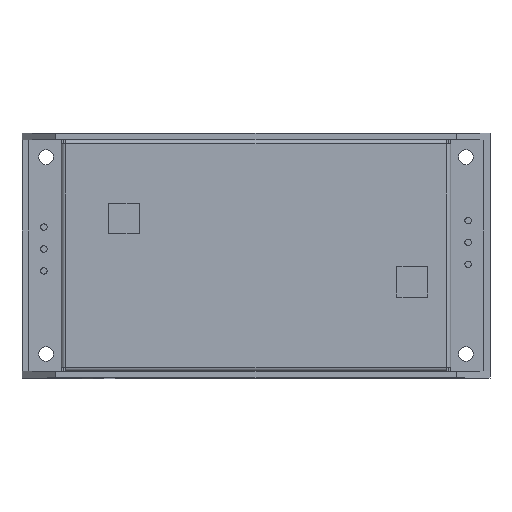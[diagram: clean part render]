
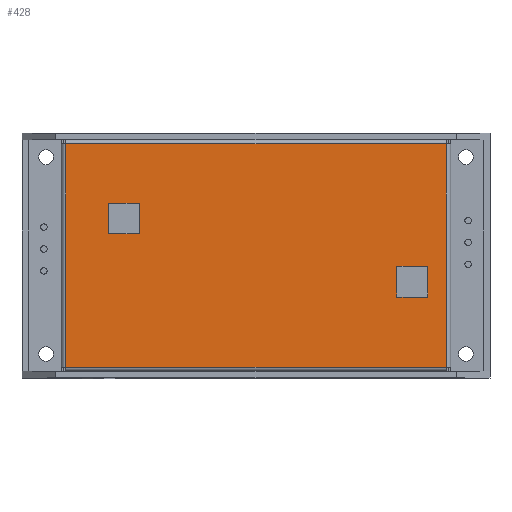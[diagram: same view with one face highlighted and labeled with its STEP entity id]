
A CAD part, top view. The second image highlights one B-rep face of the part: STEP entity #428.
In plain terms, the highlighted planar face has unit normal (0, 0, 1).
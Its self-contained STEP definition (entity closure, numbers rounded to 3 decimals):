
#428=ADVANCED_FACE('',(#1315,#1317,#1319),#1321,.F.);
#1315=FACE_BOUND('',#1316,.T.);
#1316=EDGE_LOOP('',(#2162,#2163,#2164,#2165));
#1317=FACE_BOUND('',#1318,.T.);
#1318=EDGE_LOOP('',(#2166,#2167,#2168,#2169));
#1319=FACE_BOUND('',#1320,.T.);
#1320=EDGE_LOOP('',(#2170,#2171,#2172,#2173));
#1321=PLANE('',#1322);
#1322=AXIS2_PLACEMENT_3D('',#1323,#1324,#1325);
#1323=CARTESIAN_POINT('',(7.,52.,17.));
#1324=DIRECTION('',(0.,0.,-1.));
#1325=DIRECTION('',(1.,0.,0.));
#2162=ORIENTED_EDGE('',*,*,#2768,.T.);
#2163=ORIENTED_EDGE('',*,*,#2769,.T.);
#2164=ORIENTED_EDGE('',*,*,#2709,.T.);
#2165=ORIENTED_EDGE('',*,*,#2770,.T.);
#2166=ORIENTED_EDGE('',*,*,#2771,.F.);
#2167=ORIENTED_EDGE('',*,*,#2772,.F.);
#2168=ORIENTED_EDGE('',*,*,#2773,.F.);
#2169=ORIENTED_EDGE('',*,*,#2774,.F.);
#2170=ORIENTED_EDGE('',*,*,#2775,.F.);
#2171=ORIENTED_EDGE('',*,*,#2776,.F.);
#2172=ORIENTED_EDGE('',*,*,#2777,.F.);
#2173=ORIENTED_EDGE('',*,*,#2778,.F.);
#2709=EDGE_CURVE('',#3059,#3057,#3060,.T.);
#2768=EDGE_CURVE('',#3158,#3159,#3160,.T.);
#2769=EDGE_CURVE('',#3159,#3059,#3161,.T.);
#2770=EDGE_CURVE('',#3057,#3158,#3162,.T.);
#2771=EDGE_CURVE('',#3163,#3164,#3165,.F.);
#2772=EDGE_CURVE('',#3166,#3163,#3167,.F.);
#2773=EDGE_CURVE('',#3168,#3166,#3169,.F.);
#2774=EDGE_CURVE('',#3164,#3168,#3170,.F.);
#2775=EDGE_CURVE('',#3171,#3172,#3173,.F.);
#2776=EDGE_CURVE('',#3174,#3171,#3175,.F.);
#2777=EDGE_CURVE('',#3176,#3174,#3177,.F.);
#2778=EDGE_CURVE('',#3172,#3176,#3178,.F.);
#3057=VERTEX_POINT('',#3600);
#3059=VERTEX_POINT('',#3605);
#3060=LINE('',#3606,#3607);
#3158=VERTEX_POINT('',#3834);
#3159=VERTEX_POINT('',#3835);
#3160=LINE('',#3836,#3837);
#3161=LINE('',#3839,#3840);
#3162=LINE('',#3842,#3843);
#3163=VERTEX_POINT('',#3845);
#3164=VERTEX_POINT('',#3846);
#3165=LINE('',#3847,#3848);
#3166=VERTEX_POINT('',#3850);
#3167=LINE('',#3851,#3852);
#3168=VERTEX_POINT('',#3854);
#3169=LINE('',#3855,#3856);
#3170=LINE('',#3858,#3859);
#3171=VERTEX_POINT('',#3861);
#3172=VERTEX_POINT('',#3862);
#3173=LINE('',#3863,#3864);
#3174=VERTEX_POINT('',#3866);
#3175=LINE('',#3867,#3868);
#3176=VERTEX_POINT('',#3870);
#3177=LINE('',#3871,#3872);
#3178=LINE('',#3874,#3875);
#3600=CARTESIAN_POINT('',(94.,1.,17.));
#3605=CARTESIAN_POINT('',(7.,1.,17.));
#3606=CARTESIAN_POINT('',(7.,1.,17.));
#3607=VECTOR('',#3608,1.);
#3608=DIRECTION('',(1.,0.,0.));
#3834=CARTESIAN_POINT('',(94.,52.,17.));
#3835=CARTESIAN_POINT('',(7.,52.,17.));
#3836=CARTESIAN_POINT('',(94.,52.,17.));
#3837=VECTOR('',#3838,1.);
#3838=DIRECTION('',(-1.,0.,0.));
#3839=CARTESIAN_POINT('',(7.,52.,17.));
#3840=VECTOR('',#3841,1.);
#3841=DIRECTION('',(0.,-1.,0.));
#3842=CARTESIAN_POINT('',(94.,1.,17.));
#3843=VECTOR('',#3844,1.);
#3844=DIRECTION('',(0.,1.,0.));
#3845=CARTESIAN_POINT('',(89.713,17.,17.));
#3846=CARTESIAN_POINT('',(89.713,24.,17.));
#3847=CARTESIAN_POINT('',(89.713,24.,17.));
#3848=VECTOR('',#3849,1.);
#3849=DIRECTION('',(0.,-1.,0.));
#3850=CARTESIAN_POINT('',(82.713,17.,17.));
#3851=CARTESIAN_POINT('',(89.713,17.,17.));
#3852=VECTOR('',#3853,1.);
#3853=DIRECTION('',(-1.,0.,0.));
#3854=CARTESIAN_POINT('',(82.713,24.,17.));
#3855=CARTESIAN_POINT('',(82.713,17.,17.));
#3856=VECTOR('',#3857,1.);
#3857=DIRECTION('',(0.,1.,0.));
#3858=CARTESIAN_POINT('',(82.713,24.,17.));
#3859=VECTOR('',#3860,1.);
#3860=DIRECTION('',(1.,0.,0.));
#3861=CARTESIAN_POINT('',(23.807,31.5,17.));
#3862=CARTESIAN_POINT('',(23.807,38.5,17.));
#3863=CARTESIAN_POINT('',(23.807,38.5,17.));
#3864=VECTOR('',#3865,1.);
#3865=DIRECTION('',(0.,-1.,0.));
#3866=CARTESIAN_POINT('',(16.807,31.5,17.));
#3867=CARTESIAN_POINT('',(23.807,31.5,17.));
#3868=VECTOR('',#3869,1.);
#3869=DIRECTION('',(-1.,0.,0.));
#3870=CARTESIAN_POINT('',(16.807,38.5,17.));
#3871=CARTESIAN_POINT('',(16.807,31.5,17.));
#3872=VECTOR('',#3873,1.);
#3873=DIRECTION('',(0.,1.,0.));
#3874=CARTESIAN_POINT('',(16.807,38.5,17.));
#3875=VECTOR('',#3876,1.);
#3876=DIRECTION('',(1.,0.,0.));
